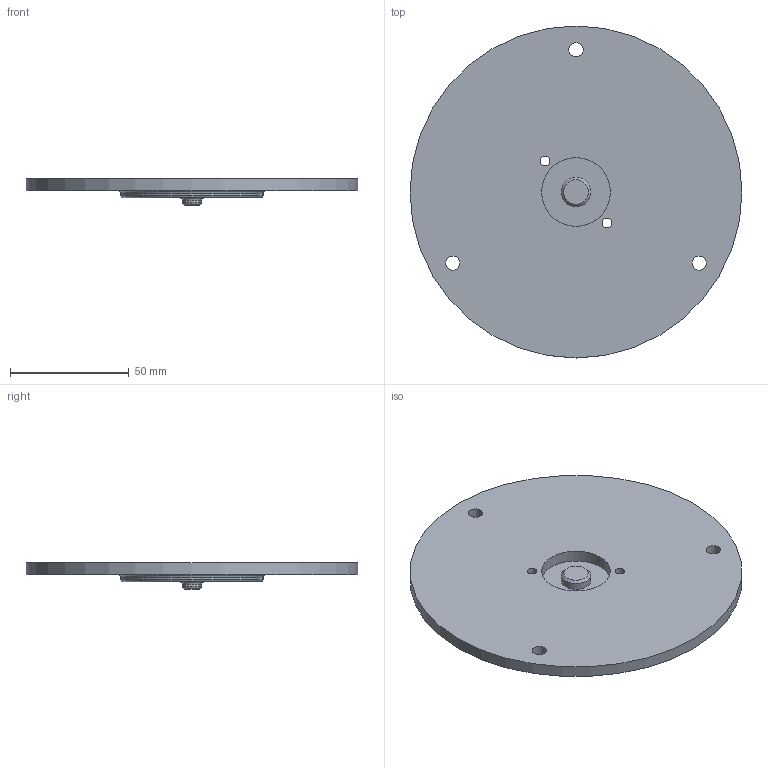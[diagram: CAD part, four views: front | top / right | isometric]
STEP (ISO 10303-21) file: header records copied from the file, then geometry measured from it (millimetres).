
FILE_DESCRIPTION(/* description */ (' '),/* implementation_level */ '2;1');
FILE_NAME(/* name */ 'podstawa_lozyskowa_2.stp',/* time_stamp */ '2024-01-28T16:33:59+01:00',/* author */ ('micha'),/* organization */ (''),/* preprocessor_version */ 'ST-DEVELOPER v19.2',/* originating_system */ 'Autodesk Inventor 2024',/* authorisation */ '');
FILE_SCHEMA (('AUTOMOTIVE_DESIGN { 1 0 10303 214 3 1 1 }'));
Length unit declared in the file: millimetre
Products named in the file (1): podstawa_lozyskowa_1
Bounding box: 140 x 140 x 11 mm (x, y, z)
Volume: 82125.5 mm3; surface area: 34283.2 mm2
Topology: 1 solids, 1 shells, 23 faces, 44 edges, 27 vertices
Faces by surface type: cylinder 10, plane 6, torus 4, cone 3
Full cylindrical faces by diameter (mm): 4 x2, 6 x3, 8 x1, 12.4 x1, 29 x1, 60 x1, 140 x1
Entity records: 659 total; most frequent: DIRECTION 123, CARTESIAN_POINT 95, ORIENTED_EDGE 88, AXIS2_PLACEMENT_3D 55, EDGE_CURVE 44, EDGE_LOOP 37, CIRCLE 31, VERTEX_POINT 27
